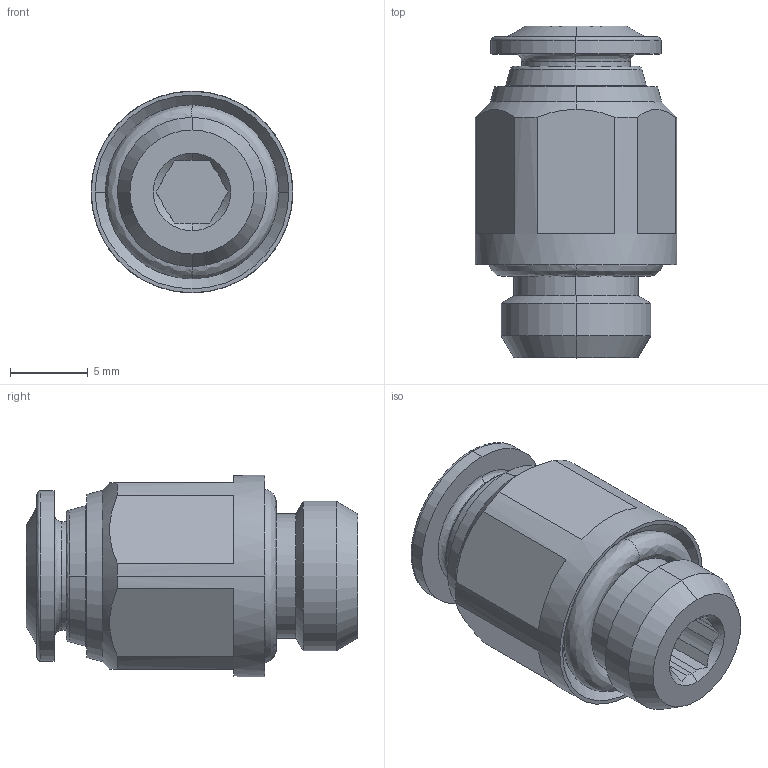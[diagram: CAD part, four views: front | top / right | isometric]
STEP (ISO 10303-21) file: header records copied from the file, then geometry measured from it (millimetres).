
FILE_DESCRIPTION(( 'MA.12.05.18A.stp' ), '1');
FILE_NAME( 'MA.12.05.18A.stp', '2019-06-26T14:21:57',( 'Sopra'),('sopra-pneumatic.com'), 'SwSTEP 2.0','SolidWorks 2009','' );
FILE_SCHEMA (( 'CONFIG_CONTROL_DESIGN' ));
Length unit declared in the file: millimetre
Products named in the file (1): 5702000019A
Bounding box: 13 x 21.4 x 13 mm (x, y, z)
Volume: 1883.4 mm3; surface area: 1318.6 mm2
Topology: 1 solids, 1 shells, 96 faces, 244 edges, 155 vertices
Faces by surface type: plane 39, cone 24, cylinder 21, bspline 12
Entity records: 3542 total; most frequent: CARTESIAN_POINT 1184, ORIENTED_EDGE 488, DIRECTION 479, EDGE_CURVE 244, AXIS2_PLACEMENT_3D 188, VERTEX_POINT 155, EDGE_LOOP 105, LINE 103
